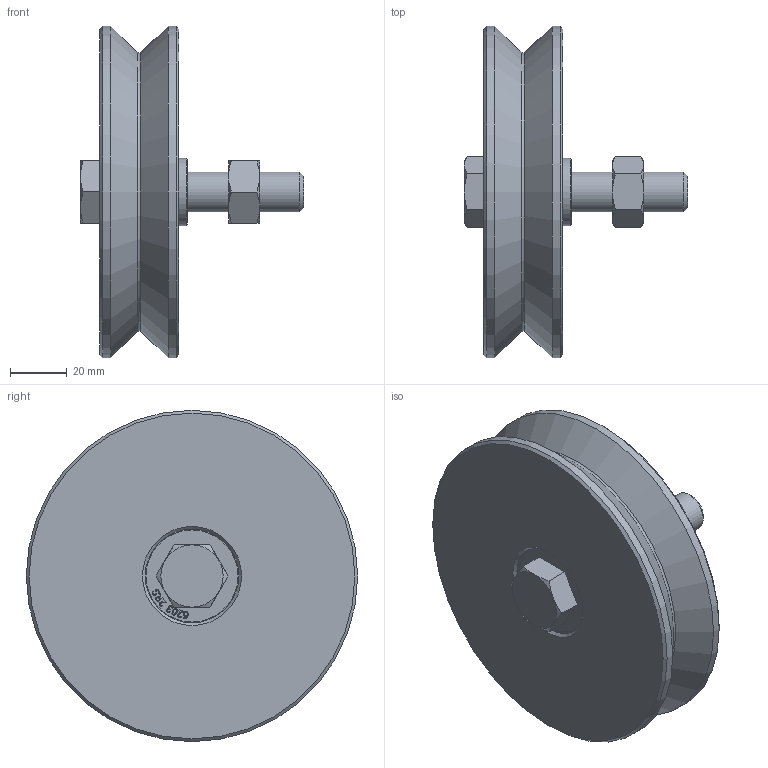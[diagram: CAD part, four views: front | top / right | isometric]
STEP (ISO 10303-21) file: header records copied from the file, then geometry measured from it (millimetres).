
FILE_DESCRIPTION(/* description */ (''),/* implementation_level */ '2;1');
FILE_NAME(/* name */ '11502050 001.stp',/* time_stamp */ '2021-12-01T14:11:50+01:00',/* author */ ('gcocco'),/* organization */ (''),/* preprocessor_version */ 'ST-DEVELOPER v17.2',/* originating_system */ 'Autodesk Inventor 2019',/* authorisation */ '');
FILE_SCHEMA (('AUTOMOTIVE_DESIGN { 1 0 10303 214 3 1 1 }'));
Length unit declared in the file: millimetre
Products named in the file (1): 11502050  001_Shrinkwrap_1
Bounding box: 78.8 x 117 x 117 mm (x, y, z)
Surface area: 45431.2 mm2 (no closed solid volume)
Topology: 0 solids, 15 shells, 59 faces, 395 edges, 354 vertices
Faces by surface type: plane 30, cone 20, cylinder 6, torus 3
Full cylindrical faces by diameter (mm): 14 x1, 24 x1, 40 x1, 45 x1, 117 x2
Entity records: 4104 total; most frequent: CARTESIAN_POINT 1431, ORIENTED_EDGE 509, EDGE_CURVE 395, DIRECTION 366, VERTEX_POINT 354, B_SPLINE_CURVE_WITH_KNOTS 190, AXIS2_PLACEMENT_3D 127, LINE 112
